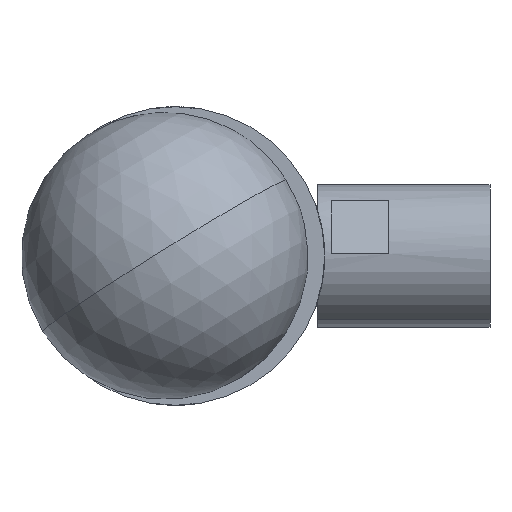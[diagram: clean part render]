
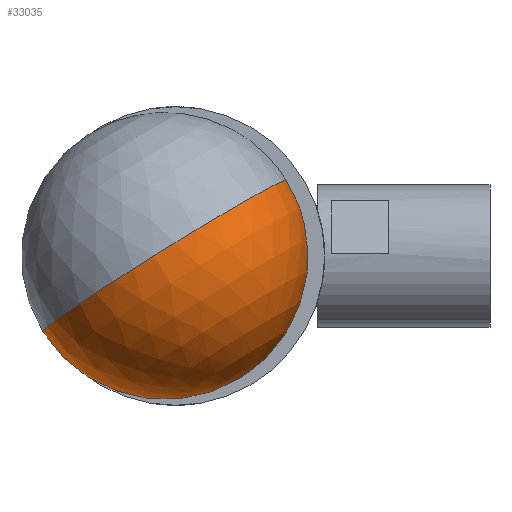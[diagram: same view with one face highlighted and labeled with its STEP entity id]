
A CAD part, front view. The second image highlights one B-rep face of the part: STEP entity #33035.
In plain terms, the highlighted spherical face has radius 15.875 mm.
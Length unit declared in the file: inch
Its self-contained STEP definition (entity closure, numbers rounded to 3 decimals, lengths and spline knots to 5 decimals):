
#661 = DIRECTION ( 'NONE',  ( -0.077, -0.997, 0. ) ) ;
#896 = VERTEX_POINT ( 'NONE', #18346 ) ;
#3920 = VERTEX_POINT ( 'NONE', #13489 ) ;
#5148 = AXIS2_PLACEMENT_3D ( 'NONE', #27833, #22539, #34183 ) ;
#6472 = EDGE_CURVE ( 'NONE', #27115, #896, #25162, .T. ) ;
#7835 = ORIENTED_EDGE ( 'NONE', *, *, #6472, .T. ) ;
#8020 = DIRECTION ( 'NONE',  ( -0.849, 0., -0.528 ) ) ;
#10243 = DIRECTION ( 'NONE',  ( 0.846, -0.065, 0.529 ) ) ;
#10500 = DIRECTION ( 'NONE',  ( 0.527, -0.04, -0.849 ) ) ;
#10770 = CARTESIAN_POINT ( 'NONE',  ( -0.00279, -3.09574, 0. ) ) ;
#10870 = CARTESIAN_POINT ( 'NONE',  ( -0.09451, -4.29004, 0. ) ) ;
#11469 = EDGE_CURVE ( 'NONE', #12924, #3920, #22686, .T. ) ;
#12022 = CARTESIAN_POINT ( 'NONE',  ( -0.04665, -3.66688, 0. ) ) ;
#12121 = FACE_OUTER_BOUND ( 'NONE', #30152, .T. ) ;
#12924 = VERTEX_POINT ( 'NONE', #10870 ) ;
#13489 = CARTESIAN_POINT ( 'NONE',  ( -0.21436, -3.07949, -0.13219 ) ) ;
#14149 = DIRECTION ( 'NONE',  ( 0.849, 0., 0.528 ) ) ;
#14651 = EDGE_CURVE ( 'NONE', #3920, #27115, #16932, .T. ) ;
#14694 = CARTESIAN_POINT ( 'NONE',  ( 0.12902, -3.10586, -0.21219 ) ) ;
#15331 = EDGE_CURVE ( 'NONE', #12924, #896, #19251, .T. ) ;
#15898 = ORIENTED_EDGE ( 'NONE', *, *, #15331, .F. ) ;
#16932 = CIRCLE ( 'NONE', #5148, 0.25 ) ;
#18346 = CARTESIAN_POINT ( 'NONE',  ( 0.20878, -3.11198, 0.13219 ) ) ;
#19251 = CIRCLE ( 'NONE', #23203, 0.625 ) ;
#19446 = DIRECTION ( 'NONE',  ( 0.527, -0.04, -0.849 ) ) ;
#20506 = SPHERICAL_SURFACE ( 'NONE', #32240, 0.625 ) ;
#22464 = DIRECTION ( 'NONE',  ( -0.527, 0.04, 0.849 ) ) ;
#22539 = DIRECTION ( 'NONE',  ( -0.077, -0.997, 0. ) ) ;
#22686 = CIRCLE ( 'NONE', #30576, 0.625 ) ;
#23203 = AXIS2_PLACEMENT_3D ( 'NONE', #12022, #22464, #14149 ) ;
#23932 = CARTESIAN_POINT ( 'NONE',  ( -0.04665, -3.66688, 0. ) ) ;
#25162 = CIRCLE ( 'NONE', #27427, 0.25 ) ;
#25784 = DIRECTION ( 'NONE',  ( 0.527, -0.04, -0.849 ) ) ;
#26388 = ORIENTED_EDGE ( 'NONE', *, *, #14651, .T. ) ;
#27115 = VERTEX_POINT ( 'NONE', #14694 ) ;
#27427 = AXIS2_PLACEMENT_3D ( 'NONE', #10770, #661, #19446 ) ;
#27833 = CARTESIAN_POINT ( 'NONE',  ( -0.00279, -3.09574, 0. ) ) ;
#30152 = EDGE_LOOP ( 'NONE', ( #15898, #33800, #26388, #7835 ) ) ;
#30576 = AXIS2_PLACEMENT_3D ( 'NONE', #23932, #10500, #8020 ) ;
#31602 = CARTESIAN_POINT ( 'NONE',  ( -0.04665, -3.66688, 0. ) ) ;
#32240 = AXIS2_PLACEMENT_3D ( 'NONE', #31602, #25784, #10243 ) ;
#33035 = ADVANCED_FACE ( 'NONE', ( #12121 ), #20506, .T. ) ;
#33800 = ORIENTED_EDGE ( 'NONE', *, *, #11469, .T. ) ;
#34183 = DIRECTION ( 'NONE',  ( 0.527, -0.04, -0.849 ) ) ;
